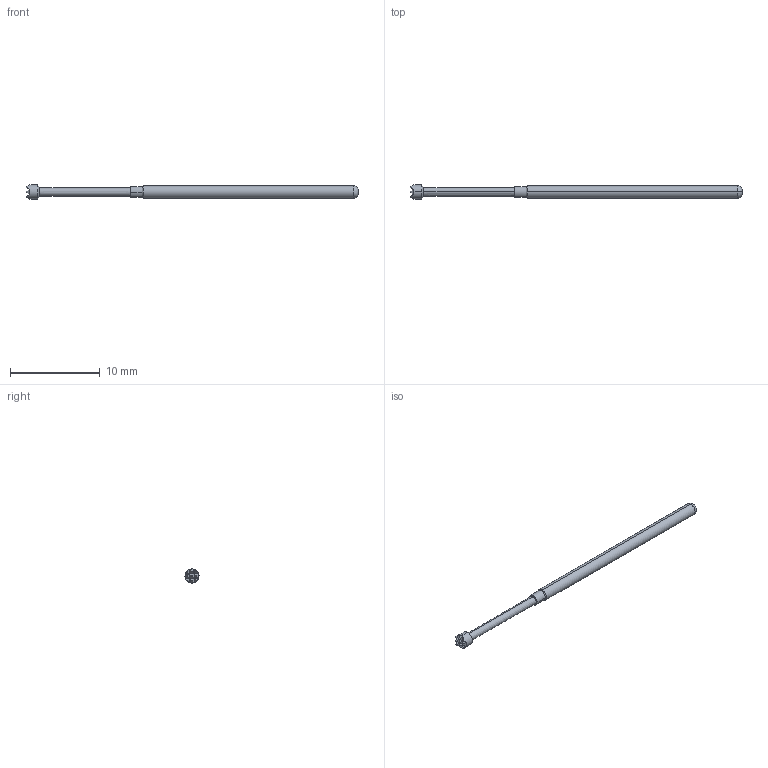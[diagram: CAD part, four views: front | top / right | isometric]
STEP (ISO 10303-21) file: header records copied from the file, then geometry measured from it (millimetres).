
FILE_DESCRIPTION (( 'STEP AP214' ), '1' );
FILE_NAME ('100-PR_4009_.STEP', '2016-06-07T18:09:28', ( 'spare' ), ( '' ), 'SwSTEP 2.0', 'SolidWorks 2016', '' );
FILE_SCHEMA (( 'AUTOMOTIVE_DESIGN' ));
Length unit declared in the file: inch
Products named in the file (1): 100-PR_4009_
Bounding box: 37.09 x 1.57 x 1.57 mm (x, y, z)
Volume: 46 mm3; surface area: 149.3 mm2
Topology: 1 solids, 1 shells, 66 faces, 174 edges, 112 vertices
Faces by surface type: plane 48, torus 6, cylinder 6, cone 6
Entity records: 2916 total; most frequent: CARTESIAN_POINT 419, ORIENTED_EDGE 348, DIRECTION 322, EDGE_CURVE 174, LINE 116, VECTOR 116, VERTEX_POINT 112, AXIS2_PLACEMENT_3D 103
